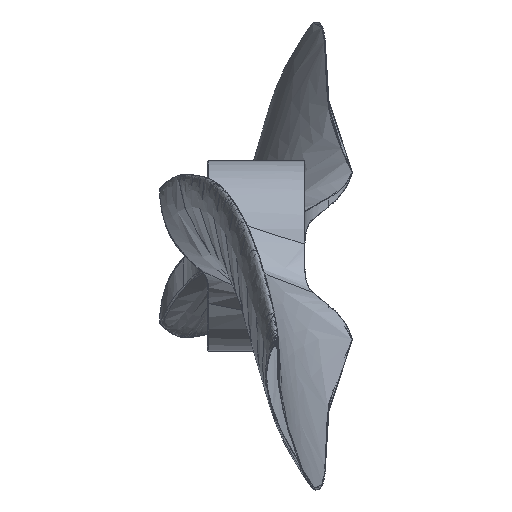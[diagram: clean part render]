
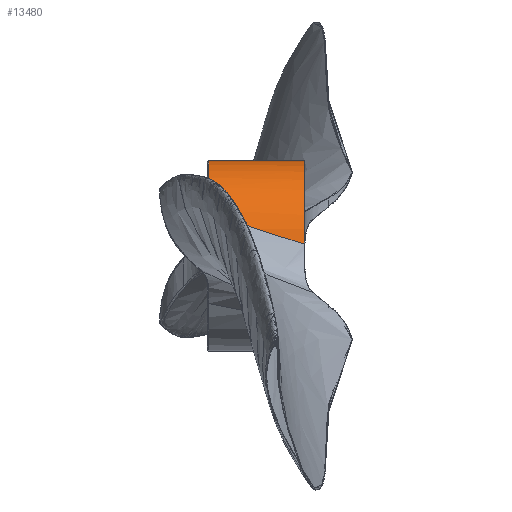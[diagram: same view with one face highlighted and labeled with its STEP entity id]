
A CAD part, left-side view. The second image highlights one B-rep face of the part: STEP entity #13480.
In plain terms, the highlighted cylindrical face has radius 3.111 mm (diameter 6.223 mm), a partial arc.
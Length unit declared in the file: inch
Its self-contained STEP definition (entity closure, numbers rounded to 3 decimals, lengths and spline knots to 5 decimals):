
#123 = CIRCLE ( 'NONE', #12234, 0.1225 ) ;
#174 = B_SPLINE_CURVE_WITH_KNOTS ( 'NONE', 3,
 ( #13688, #6875, #13573, #14511, #7752, #9980 ),
 .UNSPECIFIED., .F., .F.,
 ( 4, 2, 4 ),
 ( 0.00001, 0.0016, 0.00319 ),
 .UNSPECIFIED. ) ;
#187 = CARTESIAN_POINT ( 'NONE',  ( 0., -0.06201, 0.1225 ) ) ;
#208 = DIRECTION ( 'NONE',  ( 0., 1., 0. ) ) ;
#254 = DIRECTION ( 'NONE',  ( 0., -1., 0. ) ) ;
#484 = AXIS2_PLACEMENT_3D ( 'NONE', #1660, #11911, #8304 ) ;
#624 = CIRCLE ( 'NONE', #13576, 0.1225 ) ;
#787 = VERTEX_POINT ( 'NONE', #187 ) ;
#1311 = VERTEX_POINT ( 'NONE', #14163 ) ;
#1628 = CARTESIAN_POINT ( 'NONE',  ( 0., -0.06201, 0. ) ) ;
#1660 = CARTESIAN_POINT ( 'NONE',  ( 0., 0.06055, 0. ) ) ;
#1903 = EDGE_LOOP ( 'NONE', ( #13596, #8603, #13433, #14534, #6159, #2523 ) ) ;
#2523 = ORIENTED_EDGE ( 'NONE', *, *, #9168, .T. ) ;
#2764 = DIRECTION ( 'NONE',  ( 0., 0., 1. ) ) ;
#3125 = FACE_OUTER_BOUND ( 'NONE', #1903, .T. ) ;
#3135 = EDGE_CURVE ( 'NONE', #13286, #1311, #174, .T. ) ;
#3277 = CARTESIAN_POINT ( 'NONE',  ( -0.11491, 0.02084, 0.04269 ) ) ;
#3631 = DIRECTION ( 'NONE',  ( 0., 0., 1. ) ) ;
#3669 = CARTESIAN_POINT ( 'NONE',  ( 0., 0.0625, 0. ) ) ;
#4575 = CARTESIAN_POINT ( 'NONE',  ( -0.10706, 0.06055, 0.05954 ) ) ;
#4697 = AXIS2_PLACEMENT_3D ( 'NONE', #6892, #208, #11462 ) ;
#4947 = EDGE_CURVE ( 'NONE', #10794, #14707, #13259, .T. ) ;
#5684 = CIRCLE ( 'NONE', #484, 0.1225 ) ;
#5937 = EDGE_CURVE ( 'NONE', #1311, #7707, #5684, .T. ) ;
#6159 = ORIENTED_EDGE ( 'NONE', *, *, #5937, .T. ) ;
#6185 = CIRCLE ( 'NONE', #4697, 0.1225 ) ;
#6734 = CARTESIAN_POINT ( 'NONE',  ( -0.10938, 0.05068, 0.05537 ) ) ;
#6875 = CARTESIAN_POINT ( 'NONE',  ( 0.09415, -0.04128, 0.0784 ) ) ;
#6892 = CARTESIAN_POINT ( 'NONE',  ( 0., -0.06201, 0. ) ) ;
#7118 = DIRECTION ( 'NONE',  ( 0., -1., 0. ) ) ;
#7707 = VERTEX_POINT ( 'NONE', #8514 ) ;
#7752 = CARTESIAN_POINT ( 'NONE',  ( 0.1032, 0.04055, 0.06625 ) ) ;
#7875 = CARTESIAN_POINT ( 'NONE',  ( -0.12079, -0.04092, 0.02123 ) ) ;
#8304 = DIRECTION ( 'NONE',  ( 0., 0., 1. ) ) ;
#8514 = CARTESIAN_POINT ( 'NONE',  ( 0., 0.06055, 0.1225 ) ) ;
#8603 = ORIENTED_EDGE ( 'NONE', *, *, #13730, .T. ) ;
#8652 = DIRECTION ( 'NONE',  ( 0., 1., 0. ) ) ;
#9039 = CARTESIAN_POINT ( 'NONE',  ( -0.10706, 0.06055, 0.05954 ) ) ;
#9168 = EDGE_CURVE ( 'NONE', #7707, #10794, #624, .T. ) ;
#9269 = EDGE_CURVE ( 'NONE', #787, #13286, #6185, .T. ) ;
#9362 = DIRECTION ( 'NONE',  ( 0., 0., -1. ) ) ;
#9980 = CARTESIAN_POINT ( 'NONE',  ( 0.10612, 0.06055, 0.0612 ) ) ;
#10210 = CARTESIAN_POINT ( 'NONE',  ( -0.11146, 0.04081, 0.05103 ) ) ;
#10794 = VERTEX_POINT ( 'NONE', #9039 ) ;
#11100 = CARTESIAN_POINT ( 'NONE',  ( 0.09288, -0.06201, 0.07988 ) ) ;
#11462 = DIRECTION ( 'NONE',  ( 0., 0., 1. ) ) ;
#11758 = AXIS2_PLACEMENT_3D ( 'NONE', #3669, #7118, #9362 ) ;
#11911 = DIRECTION ( 'NONE',  ( 0., -1., 0. ) ) ;
#12234 = AXIS2_PLACEMENT_3D ( 'NONE', #1628, #8652, #2764 ) ;
#12525 = CARTESIAN_POINT ( 'NONE',  ( -0.12154, -0.06201, 0.01533 ) ) ;
#12550 = CARTESIAN_POINT ( 'NONE',  ( -0.12154, -0.06201, 0.01533 ) ) ;
#13259 = B_SPLINE_CURVE_WITH_KNOTS ( 'NONE', 3,
 ( #4575, #6734, #10210, #3277, #14734, #13594, #7875, #12550 ),
 .UNSPECIFIED., .F., .F.,
 ( 4, 2, 2, 4 ),
 ( 0.00006, 0.00089, 0.00173, 0.0034 ),
 .UNSPECIFIED. ) ;
#13286 = VERTEX_POINT ( 'NONE', #11100 ) ;
#13433 = ORIENTED_EDGE ( 'NONE', *, *, #9269, .T. ) ;
#13473 = CYLINDRICAL_SURFACE ( 'NONE', #11758, 0.1225 ) ;
#13480 = ADVANCED_FACE ( 'NONE', ( #3125 ), #13473, .T. ) ;
#13573 = CARTESIAN_POINT ( 'NONE',  ( 0.09595, -0.02067, 0.07624 ) ) ;
#13576 = AXIS2_PLACEMENT_3D ( 'NONE', #13702, #254, #3631 ) ;
#13594 = CARTESIAN_POINT ( 'NONE',  ( -0.11948, -0.02011, 0.02802 ) ) ;
#13596 = ORIENTED_EDGE ( 'NONE', *, *, #4947, .T. ) ;
#13688 = CARTESIAN_POINT ( 'NONE',  ( 0.09288, -0.06201, 0.07988 ) ) ;
#13702 = CARTESIAN_POINT ( 'NONE',  ( 0., 0.06055, 0. ) ) ;
#13730 = EDGE_CURVE ( 'NONE', #14707, #787, #123, .T. ) ;
#14163 = CARTESIAN_POINT ( 'NONE',  ( 0.10612, 0.06055, 0.0612 ) ) ;
#14511 = CARTESIAN_POINT ( 'NONE',  ( 0.10048, 0.02025, 0.07018 ) ) ;
#14534 = ORIENTED_EDGE ( 'NONE', *, *, #3135, .T. ) ;
#14707 = VERTEX_POINT ( 'NONE', #12525 ) ;
#14734 = CARTESIAN_POINT ( 'NONE',  ( -0.11628, 0.01074, 0.03872 ) ) ;
